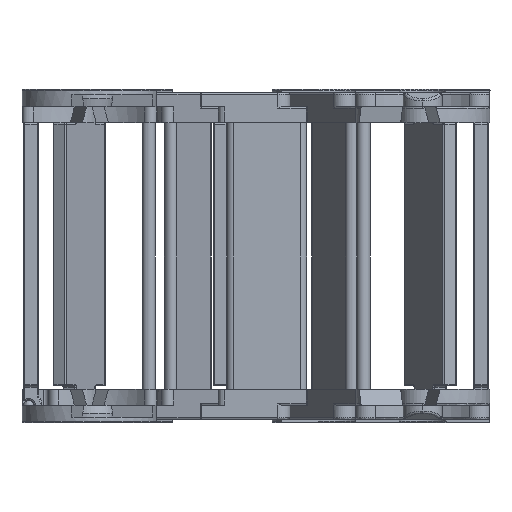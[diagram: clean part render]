
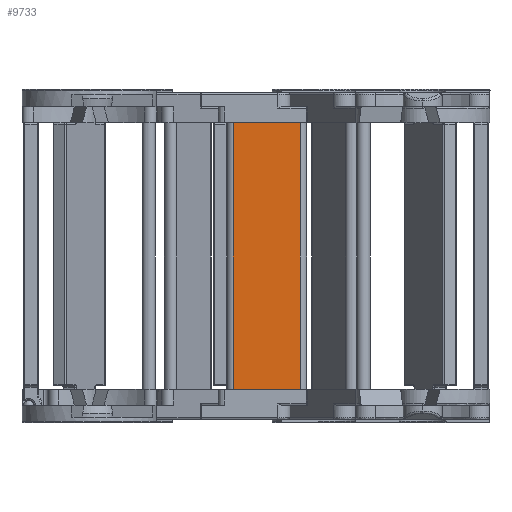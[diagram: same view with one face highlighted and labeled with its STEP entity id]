
A CAD part, left-side view. The second image highlights one B-rep face of the part: STEP entity #9733.
In plain terms, the highlighted face is planar.
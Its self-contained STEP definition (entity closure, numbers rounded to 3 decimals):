
#72 = VECTOR ( 'NONE', #14450, 1000. ) ;
#325 = CARTESIAN_POINT ( 'NONE',  ( 3.3, 9.9, -17.1 ) ) ;
#1391 = VERTEX_POINT ( 'NONE', #4162 ) ;
#1647 = EDGE_CURVE ( 'NONE', #5075, #1391, #11853, .T. ) ;
#1650 = VECTOR ( 'NONE', #3608, 1000. ) ;
#2011 = EDGE_CURVE ( 'NONE', #2711, #8559, #14273, .T. ) ;
#2443 = EDGE_CURVE ( 'NONE', #1391, #2711, #11108, .T. ) ;
#2615 = CARTESIAN_POINT ( 'NONE',  ( -6.7, 9.9, 22.9 ) ) ;
#2711 = VERTEX_POINT ( 'NONE', #325 ) ;
#2820 = PLANE ( 'NONE',  #10109 ) ;
#3608 = DIRECTION ( 'NONE',  ( 0., 0., -1. ) ) ;
#3877 = ORIENTED_EDGE ( 'NONE', *, *, #1647, .F. ) ;
#4162 = CARTESIAN_POINT ( 'NONE',  ( -6.7, 9.9, -17.1 ) ) ;
#4307 = ORIENTED_EDGE ( 'NONE', *, *, #6133, .F. ) ;
#4406 = DIRECTION ( 'NONE',  ( 1., 0., 0. ) ) ;
#5059 = LINE ( 'NONE', #6138, #72 ) ;
#5075 = VERTEX_POINT ( 'NONE', #2615 ) ;
#5108 = DIRECTION ( 'NONE',  ( 0., 0., -1. ) ) ;
#5481 = CARTESIAN_POINT ( 'NONE',  ( 3.3, 9.9, 12.9 ) ) ;
#6133 = EDGE_CURVE ( 'NONE', #8559, #5075, #5059, .T. ) ;
#6138 = CARTESIAN_POINT ( 'NONE',  ( 6.3, 9.9, 22.9 ) ) ;
#6604 = ORIENTED_EDGE ( 'NONE', *, *, #2443, .F. ) ;
#6681 = ORIENTED_EDGE ( 'NONE', *, *, #2011, .F. ) ;
#8559 = VERTEX_POINT ( 'NONE', #10059 ) ;
#8752 = CARTESIAN_POINT ( 'NONE',  ( -7.7, 9.9, 12.9 ) ) ;
#8967 = DIRECTION ( 'NONE',  ( 0., 0., 1. ) ) ;
#9733 = ADVANCED_FACE ( 'NONE', ( #10845 ), #2820, .F. ) ;
#9887 = DIRECTION ( 'NONE',  ( 0., -1., 0. ) ) ;
#10059 = CARTESIAN_POINT ( 'NONE',  ( 3.3, 9.9, 22.9 ) ) ;
#10109 = AXIS2_PLACEMENT_3D ( 'NONE', #8752, #9887, #5108 ) ;
#10845 = FACE_OUTER_BOUND ( 'NONE', #15235, .T. ) ;
#10857 = CARTESIAN_POINT ( 'NONE',  ( -6.7, 9.9, 12.9 ) ) ;
#10917 = VECTOR ( 'NONE', #4406, 1000. ) ;
#11108 = LINE ( 'NONE', #12780, #10917 ) ;
#11853 = LINE ( 'NONE', #10857, #1650 ) ;
#12600 = VECTOR ( 'NONE', #8967, 1000. ) ;
#12780 = CARTESIAN_POINT ( 'NONE',  ( -7.7, 9.9, -17.1 ) ) ;
#14273 = LINE ( 'NONE', #5481, #12600 ) ;
#14450 = DIRECTION ( 'NONE',  ( -1., 0., 0. ) ) ;
#15235 = EDGE_LOOP ( 'NONE', ( #3877, #4307, #6681, #6604 ) ) ;
